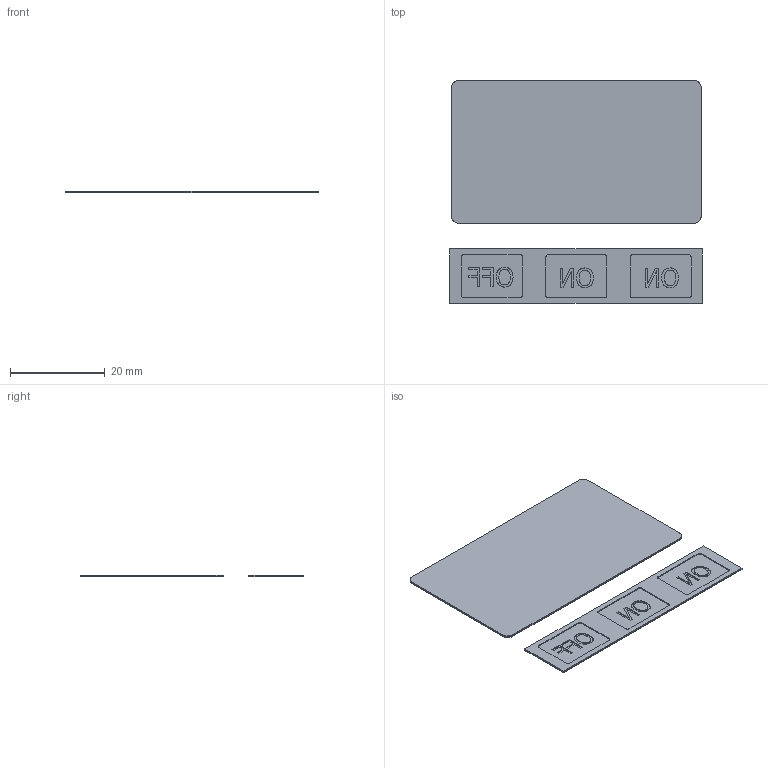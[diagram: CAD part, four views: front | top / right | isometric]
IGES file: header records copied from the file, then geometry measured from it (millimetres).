
Global section: file name: PJC211_5; native system: Autodesk Inventor 2015; preprocessor: unknown; author: Elvira H.; date: 20151104.124615; units: millimetre
Bounding box: 53.23 x 47.01 x 0.4 mm (x, y, z)
Volume: 737.5 mm3; surface area: 7921.2 mm2
Topology: 4 solids, 7 shells, 173 faces, 426 edges, 272 vertices
Faces by surface type: bspline 173
